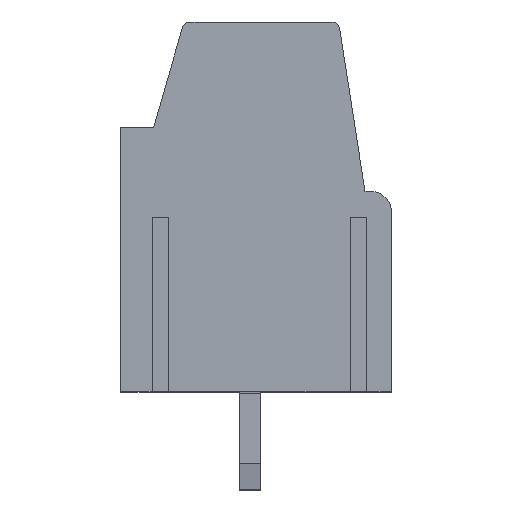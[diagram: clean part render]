
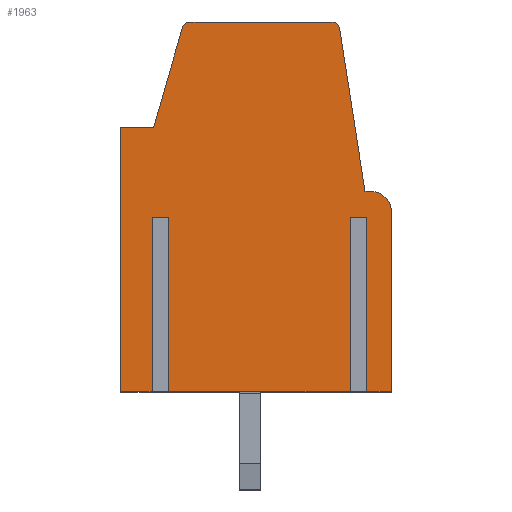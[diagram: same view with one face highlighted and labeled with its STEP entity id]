
A CAD part, top view. The second image highlights one B-rep face of the part: STEP entity #1963.
In plain terms, the highlighted planar face has unit normal (0, 0, 1).
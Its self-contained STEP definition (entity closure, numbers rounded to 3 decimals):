
#78 = VERTEX_POINT ( 'NONE', #2993 ) ;
#108 = VECTOR ( 'NONE', #1696, 1000. ) ;
#129 = EDGE_CURVE ( 'NONE', #2673, #3206, #2505, .T. ) ;
#139 = ORIENTED_EDGE ( 'NONE', *, *, #2901, .F. ) ;
#177 = VECTOR ( 'NONE', #934, 1000. ) ;
#188 = LINE ( 'NONE', #990, #108 ) ;
#253 = CARTESIAN_POINT ( 'NONE',  ( 9.31, 6.8, 7.62 ) ) ;
#261 = ORIENTED_EDGE ( 'NONE', *, *, #1287, .F. ) ;
#263 = CARTESIAN_POINT ( 'NONE',  ( 2.338, 13.783, 7.62 ) ) ;
#264 = CARTESIAN_POINT ( 'NONE',  ( 10.25, 0., 7.62 ) ) ;
#265 = VERTEX_POINT ( 'NONE', #823 ) ;
#270 = ORIENTED_EDGE ( 'NONE', *, *, #1578, .F. ) ;
#285 = LINE ( 'NONE', #2573, #686 ) ;
#290 = DIRECTION ( 'NONE',  ( 0., 0., -1. ) ) ;
#294 = CARTESIAN_POINT ( 'NONE',  ( 2.4, 14., 7.62 ) ) ;
#308 = CARTESIAN_POINT ( 'NONE',  ( 9.45, 7.6, 7.62 ) ) ;
#325 = VECTOR ( 'NONE', #1630, 1000. ) ;
#364 = ORIENTED_EDGE ( 'NONE', *, *, #1706, .F. ) ;
#374 = AXIS2_PLACEMENT_3D ( 'NONE', #1770, #290, #723 ) ;
#380 = VERTEX_POINT ( 'NONE', #1380 ) ;
#451 = ORIENTED_EDGE ( 'NONE', *, *, #3099, .F. ) ;
#453 = CARTESIAN_POINT ( 'NONE',  ( 8.557, 6.6, 7.62 ) ) ;
#477 = VERTEX_POINT ( 'NONE', #2471 ) ;
#487 = LINE ( 'NONE', #294, #3169 ) ;
#497 = CARTESIAN_POINT ( 'NONE',  ( 8.25, 14., 7.62 ) ) ;
#501 = CARTESIAN_POINT ( 'NONE',  ( 8.69, 6.8, 7.62 ) ) ;
#504 = CARTESIAN_POINT ( 'NONE',  ( 2.626, 13.7, 7.62 ) ) ;
#534 = ORIENTED_EDGE ( 'NONE', *, *, #2374, .F. ) ;
#553 = LINE ( 'NONE', #1009, #1924 ) ;
#582 = DIRECTION ( 'NONE',  ( 1., 0., 0. ) ) ;
#595 = VECTOR ( 'NONE', #1689, 1000. ) ;
#601 = VERTEX_POINT ( 'NONE', #748 ) ;
#612 = LINE ( 'NONE', #501, #1982 ) ;
#633 = CIRCLE ( 'NONE', #1360, 0.3 ) ;
#638 = LINE ( 'NONE', #1152, #892 ) ;
#686 = VECTOR ( 'NONE', #1271, 1000. ) ;
#723 = DIRECTION ( 'NONE',  ( -1., 0., 0. ) ) ;
#748 = CARTESIAN_POINT ( 'NONE',  ( 7.993, 14., 7.62 ) ) ;
#801 = CARTESIAN_POINT ( 'NONE',  ( 8.29, 13.746, 7.62 ) ) ;
#823 = CARTESIAN_POINT ( 'NONE',  ( 1.25, 10., 7.62 ) ) ;
#826 = ORIENTED_EDGE ( 'NONE', *, *, #1722, .F. ) ;
#842 = VECTOR ( 'NONE', #2636, 1000. ) ;
#847 = VECTOR ( 'NONE', #1030, 1000. ) ;
#858 = VERTEX_POINT ( 'NONE', #1139 ) ;
#872 = CARTESIAN_POINT ( 'NONE',  ( 1.19, 0., 7.62 ) ) ;
#892 = VECTOR ( 'NONE', #2360, 1000. ) ;
#895 = VECTOR ( 'NONE', #3023, 1000. ) ;
#917 = DIRECTION ( 'NONE',  ( 0., 0., -1. ) ) ;
#934 = DIRECTION ( 'NONE',  ( 0.154, -0.988, 0. ) ) ;
#990 = CARTESIAN_POINT ( 'NONE',  ( 10.25, 0., 7.62 ) ) ;
#1009 = CARTESIAN_POINT ( 'NONE',  ( 1.943, 6.6, 7.62 ) ) ;
#1017 = VERTEX_POINT ( 'NONE', #2460 ) ;
#1030 = DIRECTION ( 'NONE',  ( 1., 0., 0. ) ) ;
#1075 = LINE ( 'NONE', #1781, #2569 ) ;
#1139 = CARTESIAN_POINT ( 'NONE',  ( 9.45, 7.6, 7.62 ) ) ;
#1152 = CARTESIAN_POINT ( 'NONE',  ( 10.25, 0., 7.62 ) ) ;
#1153 = VERTEX_POINT ( 'NONE', #2046 ) ;
#1200 = AXIS2_PLACEMENT_3D ( 'NONE', #2132, #917, #2405 ) ;
#1203 = DIRECTION ( 'NONE',  ( 0., 1., 0. ) ) ;
#1229 = FACE_OUTER_BOUND ( 'NONE', #2619, .T. ) ;
#1254 = CIRCLE ( 'NONE', #3100, 0.3 ) ;
#1258 = VECTOR ( 'NONE', #2681, 1000. ) ;
#1265 = CARTESIAN_POINT ( 'NONE',  ( 1.19, 6.8, 7.62 ) ) ;
#1271 = DIRECTION ( 'NONE',  ( 0.276, 0.961, 0. ) ) ;
#1283 = CARTESIAN_POINT ( 'NONE',  ( 1.81, 0., 7.62 ) ) ;
#1287 = EDGE_CURVE ( 'NONE', #2616, #2673, #638, .T. ) ;
#1339 = ORIENTED_EDGE ( 'NONE', *, *, #3086, .T. ) ;
#1360 = AXIS2_PLACEMENT_3D ( 'NONE', #2142, #3192, #3160 ) ;
#1373 = CARTESIAN_POINT ( 'NONE',  ( 0., 0., 7.62 ) ) ;
#1380 = CARTESIAN_POINT ( 'NONE',  ( 8.69, 0., 7.62 ) ) ;
#1398 = EDGE_CURVE ( 'NONE', #1740, #2609, #1693, .T. ) ;
#1439 = VERTEX_POINT ( 'NONE', #1990 ) ;
#1452 = LINE ( 'NONE', #2892, #325 ) ;
#1469 = ORIENTED_EDGE ( 'NONE', *, *, #1768, .F. ) ;
#1483 = DIRECTION ( 'NONE',  ( 0., -1., 0. ) ) ;
#1488 = DIRECTION ( 'NONE',  ( 0., 0., -1. ) ) ;
#1490 = VERTEX_POINT ( 'NONE', #2617 ) ;
#1502 = DIRECTION ( 'NONE',  ( -1., 0., 0. ) ) ;
#1578 = EDGE_CURVE ( 'NONE', #3206, #477, #1950, .T. ) ;
#1581 = ORIENTED_EDGE ( 'NONE', *, *, #1981, .F. ) ;
#1619 = CARTESIAN_POINT ( 'NONE',  ( 1.81, 6.8, 7.62 ) ) ;
#1630 = DIRECTION ( 'NONE',  ( 0., 1., 0. ) ) ;
#1689 = DIRECTION ( 'NONE',  ( -1., 0., 0. ) ) ;
#1693 = LINE ( 'NONE', #497, #177 ) ;
#1696 = DIRECTION ( 'NONE',  ( -1., 0., 0. ) ) ;
#1703 = VERTEX_POINT ( 'NONE', #263 ) ;
#1706 = EDGE_CURVE ( 'NONE', #1490, #2798, #2016, .T. ) ;
#1722 = EDGE_CURVE ( 'NONE', #2609, #858, #2516, .T. ) ;
#1729 = CIRCLE ( 'NONE', #1200, 0.8 ) ;
#1739 = VECTOR ( 'NONE', #1203, 1000. ) ;
#1740 = VERTEX_POINT ( 'NONE', #801 ) ;
#1768 = EDGE_CURVE ( 'NONE', #1017, #601, #487, .T. ) ;
#1770 = CARTESIAN_POINT ( 'NONE',  ( 9.45, 6.8, 7.62 ) ) ;
#1781 = CARTESIAN_POINT ( 'NONE',  ( 10.25, 0., 7.62 ) ) ;
#1800 = ORIENTED_EDGE ( 'NONE', *, *, #2517, .F. ) ;
#1837 = CARTESIAN_POINT ( 'NONE',  ( 9.31, 0., 7.62 ) ) ;
#1873 = VERTEX_POINT ( 'NONE', #1373 ) ;
#1924 = VECTOR ( 'NONE', #582, 1000. ) ;
#1935 = EDGE_CURVE ( 'NONE', #1873, #1153, #1452, .T. ) ;
#1950 = LINE ( 'NONE', #453, #595 ) ;
#1951 = CARTESIAN_POINT ( 'NONE',  ( 9.25, 7.6, 7.62 ) ) ;
#1963 = ADVANCED_FACE ( 'NONE', ( #1229 ), #3019, .F. ) ;
#1981 = EDGE_CURVE ( 'NONE', #1703, #1017, #1254, .T. ) ;
#1982 = VECTOR ( 'NONE', #2479, 1000. ) ;
#1990 = CARTESIAN_POINT ( 'NONE',  ( 10.25, 6.8, 7.62 ) ) ;
#2016 = LINE ( 'NONE', #1265, #895 ) ;
#2046 = CARTESIAN_POINT ( 'NONE',  ( 0., 10., 7.62 ) ) ;
#2095 = VECTOR ( 'NONE', #1483, 1000. ) ;
#2132 = CARTESIAN_POINT ( 'NONE',  ( 9.45, 6.8, 7.62 ) ) ;
#2134 = CARTESIAN_POINT ( 'NONE',  ( 9.31, 6.6, 7.62 ) ) ;
#2142 = CARTESIAN_POINT ( 'NONE',  ( 7.993, 13.7, 7.62 ) ) ;
#2164 = CARTESIAN_POINT ( 'NONE',  ( 0., 10., 7.62 ) ) ;
#2209 = EDGE_CURVE ( 'NONE', #1439, #2616, #2264, .T. ) ;
#2264 = LINE ( 'NONE', #2742, #2095 ) ;
#2336 = ORIENTED_EDGE ( 'NONE', *, *, #2452, .F. ) ;
#2353 = EDGE_CURVE ( 'NONE', #2724, #78, #2375, .T. ) ;
#2360 = DIRECTION ( 'NONE',  ( -1., 0., 0. ) ) ;
#2374 = EDGE_CURVE ( 'NONE', #858, #1439, #1729, .T. ) ;
#2375 = LINE ( 'NONE', #1619, #842 ) ;
#2383 = ORIENTED_EDGE ( 'NONE', *, *, #2416, .F. ) ;
#2405 = DIRECTION ( 'NONE',  ( -1., 0., 0. ) ) ;
#2416 = EDGE_CURVE ( 'NONE', #1153, #265, #2967, .T. ) ;
#2452 = EDGE_CURVE ( 'NONE', #601, #1740, #633, .T. ) ;
#2460 = CARTESIAN_POINT ( 'NONE',  ( 2.626, 14., 7.62 ) ) ;
#2471 = CARTESIAN_POINT ( 'NONE',  ( 8.69, 6.6, 7.62 ) ) ;
#2479 = DIRECTION ( 'NONE',  ( 0., -1., 0. ) ) ;
#2505 = LINE ( 'NONE', #253, #1739 ) ;
#2516 = LINE ( 'NONE', #308, #847 ) ;
#2517 = EDGE_CURVE ( 'NONE', #265, #1703, #285, .T. ) ;
#2562 = ORIENTED_EDGE ( 'NONE', *, *, #2353, .F. ) ;
#2569 = VECTOR ( 'NONE', #3090, 1000. ) ;
#2573 = CARTESIAN_POINT ( 'NONE',  ( 1.25, 10., 7.62 ) ) ;
#2609 = VERTEX_POINT ( 'NONE', #1951 ) ;
#2616 = VERTEX_POINT ( 'NONE', #264 ) ;
#2617 = CARTESIAN_POINT ( 'NONE',  ( 1.19, 6.6, 7.62 ) ) ;
#2619 = EDGE_LOOP ( 'NONE', ( #1800, #2383, #2956, #2726, #364, #1339, #2562, #451, #139, #270, #3126, #261, #3107, #534, #826, #3056, #2336, #1469, #1581 ) ) ;
#2636 = DIRECTION ( 'NONE',  ( 0., 1., 0. ) ) ;
#2673 = VERTEX_POINT ( 'NONE', #1837 ) ;
#2681 = DIRECTION ( 'NONE',  ( 1., 0., 0. ) ) ;
#2724 = VERTEX_POINT ( 'NONE', #1283 ) ;
#2726 = ORIENTED_EDGE ( 'NONE', *, *, #2969, .F. ) ;
#2742 = CARTESIAN_POINT ( 'NONE',  ( 10.25, 6.8, 7.62 ) ) ;
#2751 = DIRECTION ( 'NONE',  ( 1., 0., 0. ) ) ;
#2798 = VERTEX_POINT ( 'NONE', #872 ) ;
#2892 = CARTESIAN_POINT ( 'NONE',  ( 0., 0., 7.62 ) ) ;
#2901 = EDGE_CURVE ( 'NONE', #477, #380, #612, .T. ) ;
#2956 = ORIENTED_EDGE ( 'NONE', *, *, #1935, .F. ) ;
#2967 = LINE ( 'NONE', #2164, #1258 ) ;
#2969 = EDGE_CURVE ( 'NONE', #2798, #1873, #188, .T. ) ;
#2993 = CARTESIAN_POINT ( 'NONE',  ( 1.81, 6.6, 7.62 ) ) ;
#3019 = PLANE ( 'NONE',  #374 ) ;
#3023 = DIRECTION ( 'NONE',  ( 0., -1., 0. ) ) ;
#3056 = ORIENTED_EDGE ( 'NONE', *, *, #1398, .F. ) ;
#3086 = EDGE_CURVE ( 'NONE', #1490, #78, #553, .T. ) ;
#3090 = DIRECTION ( 'NONE',  ( -1., 0., 0. ) ) ;
#3099 = EDGE_CURVE ( 'NONE', #380, #2724, #1075, .T. ) ;
#3100 = AXIS2_PLACEMENT_3D ( 'NONE', #504, #1488, #1502 ) ;
#3107 = ORIENTED_EDGE ( 'NONE', *, *, #2209, .F. ) ;
#3126 = ORIENTED_EDGE ( 'NONE', *, *, #129, .F. ) ;
#3160 = DIRECTION ( 'NONE',  ( -1., 0., 0. ) ) ;
#3169 = VECTOR ( 'NONE', #2751, 1000. ) ;
#3192 = DIRECTION ( 'NONE',  ( 0., 0., -1. ) ) ;
#3206 = VERTEX_POINT ( 'NONE', #2134 ) ;
